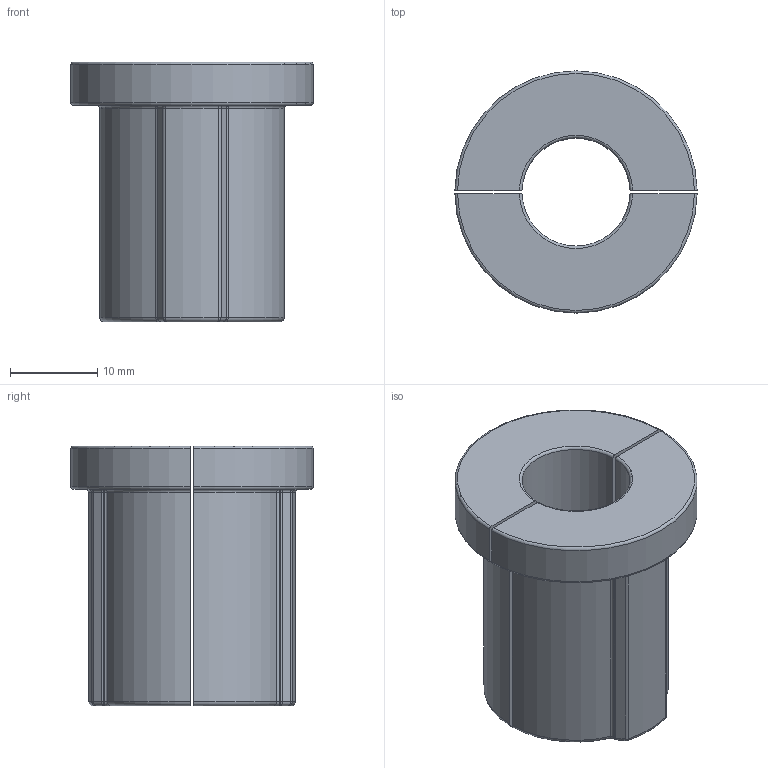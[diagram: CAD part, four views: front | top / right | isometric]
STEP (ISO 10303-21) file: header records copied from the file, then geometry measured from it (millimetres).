
FILE_DESCRIPTION(/* description */ (''),/* implementation_level */ '2;1');
FILE_NAME(/* name */ '32D-28F-0.step',/* time_stamp */ '2022-07-19T10:29:02-04:00',/* author */ (''),/* organization */ (''),/* preprocessor_version */ 'ST-DEVELOPER v19',/* originating_system */ 'Autodesk Translation Framework v11.7.0.108',/* authorisation */ '');
FILE_SCHEMA (('AUTOMOTIVE_DESIGN { 1 0 10303 214 3 1 1 }'));
Length unit declared in the file: millimetre
Products named in the file (1): 32D-28F-0
Bounding box: 27.73 x 27.74 x 29.72 mm (x, y, z)
Volume: 7312 mm3; surface area: 4925.6 mm2
Topology: 2 solids, 2 shells, 140 faces, 324 edges, 188 vertices
Faces by surface type: cylinder 50, torus 36, plane 26, sphere 16, bspline 10, cone 2
Entity records: 5435 total; most frequent: CARTESIAN_POINT 2221, DIRECTION 718, ORIENTED_EDGE 648, EDGE_CURVE 324, AXIS2_PLACEMENT_3D 303, VERTEX_POINT 188, CIRCLE 148, FACE_OUTER_BOUND 140
